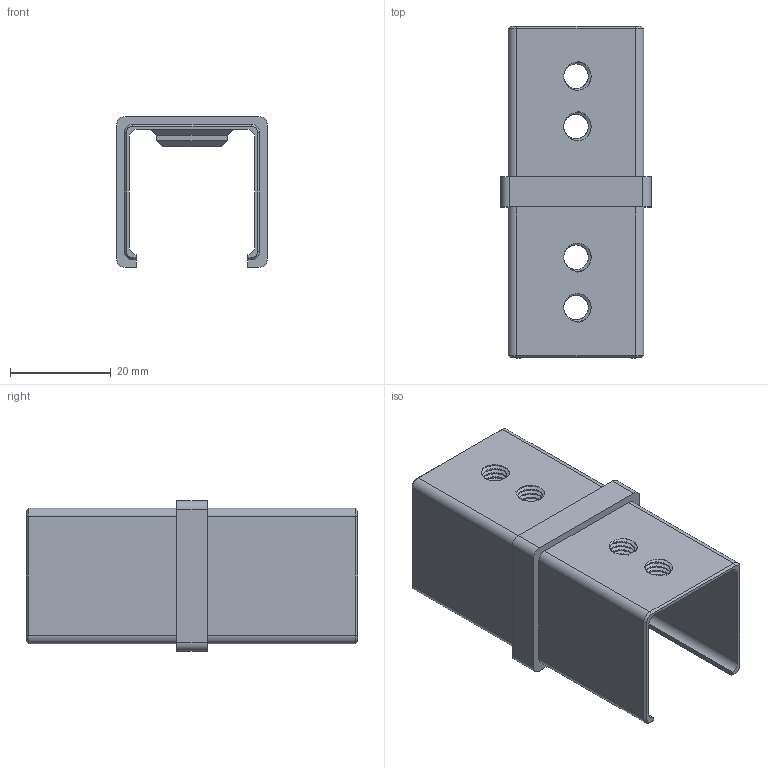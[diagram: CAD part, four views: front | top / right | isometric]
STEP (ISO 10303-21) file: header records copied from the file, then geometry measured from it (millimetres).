
FILE_DESCRIPTION(/* description */ (''),/* implementation_level */ '2;1');
FILE_NAME(/* name */ '2111_Cosch_Edelstahltechnik.stp',/* time_stamp */ '2018-08-27T19:30:58+02:00',/* author */ (''),/* organization */ (''),/* preprocessor_version */ 'ST-DEVELOPER v16',/* originating_system */ 'SIEMENS PLM Software NX 11.0',/* authorisation */ '');
FILE_SCHEMA (('AUTOMOTIVE_DESIGN { 1 0 10303 214 3 1 1 1 }'));
Length unit declared in the file: millimetre
Products named in the file (1): Goge0458A95D4mk6
Bounding box: 30 x 66 x 30 mm (x, y, z)
Volume: 7996 mm3; surface area: 11655.4 mm2
Topology: 1 solids, 1 shells, 100 faces, 256 edges, 160 vertices
Faces by surface type: plane 60, cylinder 24, bspline 8, cone 8
Entity records: 8292 total; most frequent: CARTESIAN_POINT 5869, ORIENTED_EDGE 512, DIRECTION 466, EDGE_CURVE 256, LINE 168, VECTOR 168, VERTEX_POINT 160, AXIS2_PLACEMENT_3D 149
